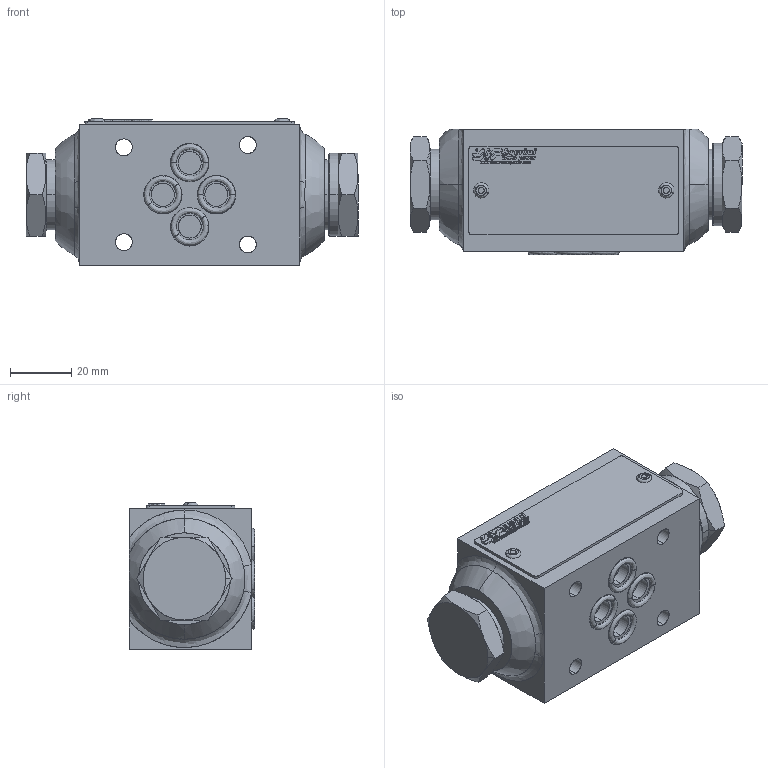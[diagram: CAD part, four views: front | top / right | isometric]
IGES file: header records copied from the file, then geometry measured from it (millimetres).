
Start section: SolidWorks IGES file using analytic representation for surfaces
Global section: file name: AM3UP------3.igs; native system: SolidWorks 2014; preprocessor: SolidWorks 2014; author: serviziopdm; date: 161202.122031; units: millimetre
Bounding box: 108.5 x 40.98 x 47.8 mm (x, y, z)
Surface area: 27105.2 mm2 (no closed solid volume)
Topology: 0 solids, 0 shells, 603 faces, 6618 edges, 6618 vertices
Faces by surface type: bspline 415, revolution 188
